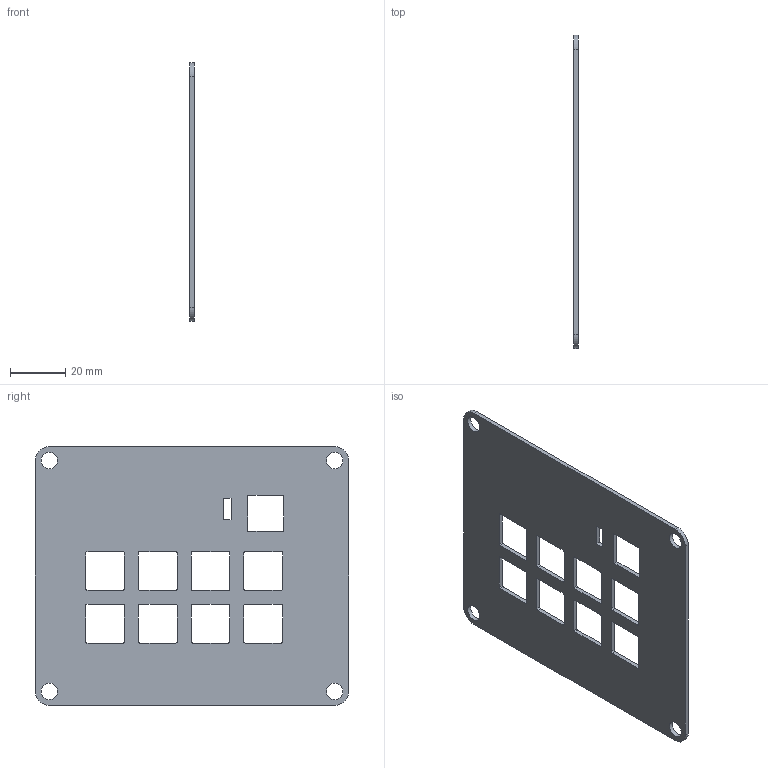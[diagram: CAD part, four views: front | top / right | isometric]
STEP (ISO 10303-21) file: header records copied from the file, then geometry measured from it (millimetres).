
FILE_DESCRIPTION(/* description */ (''),/* implementation_level */ '2;1');
FILE_NAME(/* name */ 'RS_macropad_top.step',/* time_stamp */ '2025-12-16T23:30:19+05:30',/* author */ (''),/* organization */ (''),/* preprocessor_version */ 'ST-DEVELOPER v20.1',/* originating_system */ 'Autodesk Translation Framework v14.21.0.0',/* authorisation */ '');
FILE_SCHEMA (('AUTOMOTIVE_DESIGN { 1 0 10303 214 3 1 1 }'));
Length unit declared in the file: millimetre
Products named in the file (1): 2025-12-14-18-09-11-563
Bounding box: 1.5 x 113.06 x 93.4 mm (x, y, z)
Volume: 13002.9 mm3; surface area: 18828 mm2
Topology: 1 solids, 1 shells, 86 faces, 252 edges, 168 vertices
Faces by surface type: plane 46, cylinder 40
Full cylindrical faces by diameter (mm): 6 x4
Entity records: 2965 total; most frequent: CARTESIAN_POINT 507, DIRECTION 506, ORIENTED_EDGE 504, EDGE_CURVE 252, LINE 172, VECTOR 172, VERTEX_POINT 168, AXIS2_PLACEMENT_3D 167
